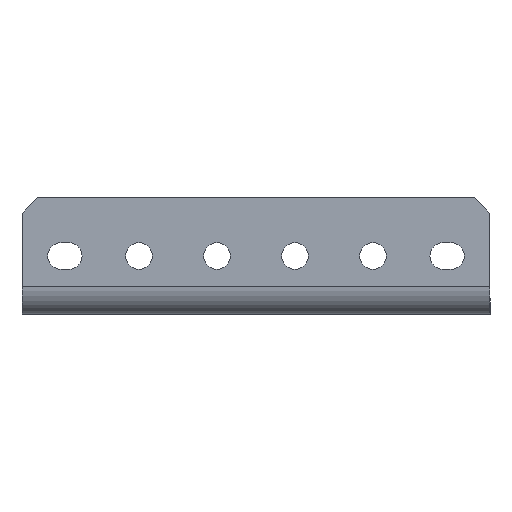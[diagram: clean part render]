
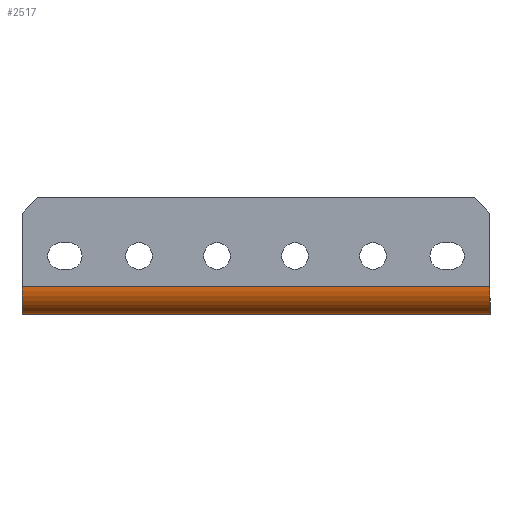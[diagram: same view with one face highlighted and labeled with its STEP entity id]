
A CAD part, front view. The second image highlights one B-rep face of the part: STEP entity #2517.
In plain terms, the highlighted cylindrical face has radius 3.587 mm (diameter 7.175 mm), a partial arc.
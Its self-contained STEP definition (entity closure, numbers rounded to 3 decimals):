
#51 = DIRECTION ( 'NONE',  ( -1., 0., 0. ) ) ;
#197 = CIRCLE ( 'NONE', #1834, 3.588 ) ;
#212 = AXIS2_PLACEMENT_3D ( 'NONE', #1347, #676, #2643 ) ;
#316 = CARTESIAN_POINT ( 'NONE',  ( -30., -18.413, 1.588 ) ) ;
#338 = DIRECTION ( 'NONE',  ( 0., 0., -1. ) ) ;
#420 = ORIENTED_EDGE ( 'NONE', *, *, #2624, .F. ) ;
#462 = EDGE_CURVE ( 'NONE', #2771, #1905, #197, .T. ) ;
#522 = ORIENTED_EDGE ( 'NONE', *, *, #1049, .T. ) ;
#591 = CARTESIAN_POINT ( 'NONE',  ( 0., -22., 1.587 ) ) ;
#610 = VECTOR ( 'NONE', #51, 1000. ) ;
#676 = DIRECTION ( 'NONE',  ( 1., 0., 0. ) ) ;
#766 = AXIS2_PLACEMENT_3D ( 'NONE', #316, #2270, #338 ) ;
#828 = LINE ( 'NONE', #2593, #610 ) ;
#870 = VERTEX_POINT ( 'NONE', #2432 ) ;
#1015 = EDGE_LOOP ( 'NONE', ( #2038, #1382, #522, #420 ) ) ;
#1049 = EDGE_CURVE ( 'NONE', #2771, #870, #1305, .T. ) ;
#1111 = DIRECTION ( 'NONE',  ( 0., 0., -1. ) ) ;
#1305 = LINE ( 'NONE', #591, #1837 ) ;
#1347 = CARTESIAN_POINT ( 'NONE',  ( 30., -18.413, 1.588 ) ) ;
#1382 = ORIENTED_EDGE ( 'NONE', *, *, #462, .F. ) ;
#1542 = DIRECTION ( 'NONE',  ( 1., 0., 0. ) ) ;
#1610 = FACE_OUTER_BOUND ( 'NONE', #1015, .T. ) ;
#1625 = CARTESIAN_POINT ( 'NONE',  ( -30., -18.412, -2. ) ) ;
#1651 = CYLINDRICAL_SURFACE ( 'NONE', #212, 3.588 ) ;
#1653 = CARTESIAN_POINT ( 'NONE',  ( 30., -22., 1.587 ) ) ;
#1769 = CARTESIAN_POINT ( 'NONE',  ( 30., -18.413, 1.588 ) ) ;
#1834 = AXIS2_PLACEMENT_3D ( 'NONE', #1769, #1542, #1111 ) ;
#1837 = VECTOR ( 'NONE', #2306, 1000. ) ;
#1840 = CARTESIAN_POINT ( 'NONE',  ( 30., -18.413, -2. ) ) ;
#1905 = VERTEX_POINT ( 'NONE', #1840 ) ;
#2038 = ORIENTED_EDGE ( 'NONE', *, *, #2245, .F. ) ;
#2245 = EDGE_CURVE ( 'NONE', #1905, #2426, #828, .T. ) ;
#2270 = DIRECTION ( 'NONE',  ( -1., 0., 0. ) ) ;
#2306 = DIRECTION ( 'NONE',  ( -1., 0., 0. ) ) ;
#2426 = VERTEX_POINT ( 'NONE', #1625 ) ;
#2432 = CARTESIAN_POINT ( 'NONE',  ( -30., -22., 1.587 ) ) ;
#2517 = ADVANCED_FACE ( 'NONE', ( #1610 ), #1651, .T. ) ;
#2548 = CIRCLE ( 'NONE', #766, 3.588 ) ;
#2593 = CARTESIAN_POINT ( 'NONE',  ( 30., -18.413, -2. ) ) ;
#2624 = EDGE_CURVE ( 'NONE', #2426, #870, #2548, .T. ) ;
#2643 = DIRECTION ( 'NONE',  ( 0., -1., 0. ) ) ;
#2771 = VERTEX_POINT ( 'NONE', #1653 ) ;
